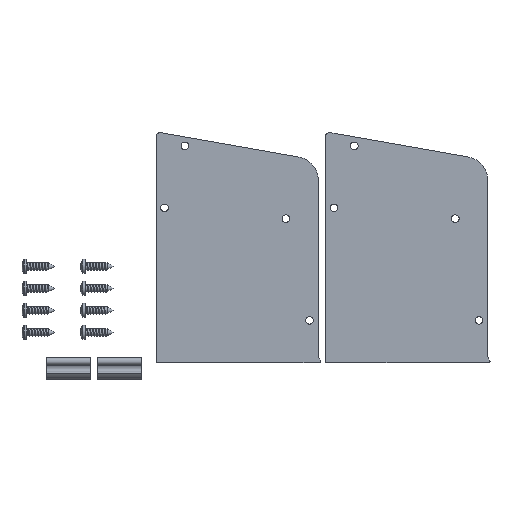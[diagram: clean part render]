
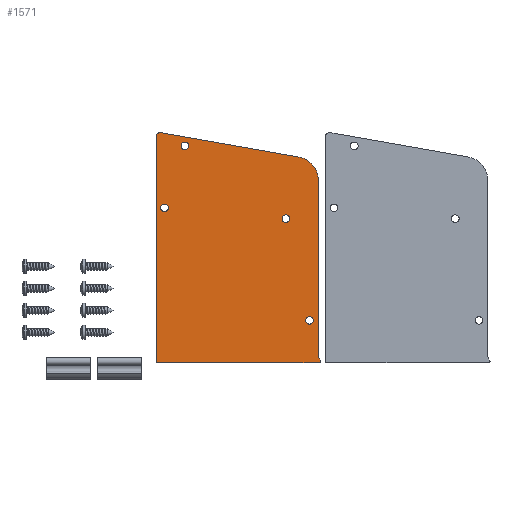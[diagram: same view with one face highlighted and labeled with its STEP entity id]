
A CAD part, top view. The second image highlights one B-rep face of the part: STEP entity #1571.
In plain terms, the highlighted planar face has unit normal (0, 0, 1).
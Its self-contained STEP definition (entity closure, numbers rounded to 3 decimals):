
#128=FACE_BOUND('',#319,.T.);
#129=FACE_BOUND('',#320,.T.);
#130=FACE_BOUND('',#321,.T.);
#131=FACE_BOUND('',#322,.T.);
#153=PLANE('',#1794);
#230=FACE_OUTER_BOUND('',#318,.T.);
#318=EDGE_LOOP('',(#1254,#1255,#1256,#1257,#1258,#1259,#1260,#1261,#1262));
#319=EDGE_LOOP('',(#1263,#1264));
#320=EDGE_LOOP('',(#1265,#1266));
#321=EDGE_LOOP('',(#1267,#1268));
#322=EDGE_LOOP('',(#1269,#1270));
#416=LINE('',#2538,#516);
#420=LINE('',#2546,#520);
#424=LINE('',#2558,#524);
#428=LINE('',#2570,#528);
#432=LINE('',#2582,#532);
#516=VECTOR('',#2088,10.);
#520=VECTOR('',#2094,10.);
#524=VECTOR('',#2106,10.);
#528=VECTOR('',#2118,10.);
#532=VECTOR('',#2130,10.);
#594=CIRCLE('',#1761,2.6);
#595=CIRCLE('',#1762,2.6);
#597=CIRCLE('',#1765,2.6);
#598=CIRCLE('',#1766,2.6);
#600=CIRCLE('',#1769,2.6);
#601=CIRCLE('',#1770,2.6);
#603=CIRCLE('',#1773,2.6);
#604=CIRCLE('',#1774,2.6);
#606=CIRCLE('',#1779,2.5);
#608=CIRCLE('',#1783,16.);
#610=CIRCLE('',#1787,5.);
#612=CIRCLE('',#1791,1.);
#701=VERTEX_POINT('',#2504);
#702=VERTEX_POINT('',#2505);
#704=VERTEX_POINT('',#2512);
#705=VERTEX_POINT('',#2513);
#707=VERTEX_POINT('',#2520);
#708=VERTEX_POINT('',#2521);
#710=VERTEX_POINT('',#2528);
#711=VERTEX_POINT('',#2529);
#713=VERTEX_POINT('',#2536);
#714=VERTEX_POINT('',#2537);
#717=VERTEX_POINT('',#2545);
#719=VERTEX_POINT('',#2551);
#721=VERTEX_POINT('',#2557);
#723=VERTEX_POINT('',#2563);
#725=VERTEX_POINT('',#2569);
#727=VERTEX_POINT('',#2575);
#729=VERTEX_POINT('',#2581);
#880=EDGE_CURVE('',#701,#702,#594,.T.);
#881=EDGE_CURVE('',#702,#701,#595,.T.);
#884=EDGE_CURVE('',#704,#705,#597,.T.);
#885=EDGE_CURVE('',#705,#704,#598,.T.);
#888=EDGE_CURVE('',#707,#708,#600,.T.);
#889=EDGE_CURVE('',#708,#707,#601,.T.);
#892=EDGE_CURVE('',#710,#711,#603,.T.);
#893=EDGE_CURVE('',#711,#710,#604,.T.);
#896=EDGE_CURVE('',#713,#714,#416,.T.);
#900=EDGE_CURVE('',#714,#717,#420,.T.);
#903=EDGE_CURVE('',#717,#719,#606,.T.);
#906=EDGE_CURVE('',#719,#721,#424,.T.);
#909=EDGE_CURVE('',#721,#723,#608,.T.);
#912=EDGE_CURVE('',#723,#725,#428,.T.);
#915=EDGE_CURVE('',#725,#727,#610,.T.);
#918=EDGE_CURVE('',#727,#729,#432,.T.);
#921=EDGE_CURVE('',#729,#713,#612,.T.);
#1254=ORIENTED_EDGE('',*,*,#896,.F.);
#1255=ORIENTED_EDGE('',*,*,#921,.F.);
#1256=ORIENTED_EDGE('',*,*,#918,.F.);
#1257=ORIENTED_EDGE('',*,*,#915,.F.);
#1258=ORIENTED_EDGE('',*,*,#912,.F.);
#1259=ORIENTED_EDGE('',*,*,#909,.F.);
#1260=ORIENTED_EDGE('',*,*,#906,.F.);
#1261=ORIENTED_EDGE('',*,*,#903,.F.);
#1262=ORIENTED_EDGE('',*,*,#900,.F.);
#1263=ORIENTED_EDGE('',*,*,#880,.T.);
#1264=ORIENTED_EDGE('',*,*,#881,.T.);
#1265=ORIENTED_EDGE('',*,*,#884,.T.);
#1266=ORIENTED_EDGE('',*,*,#885,.T.);
#1267=ORIENTED_EDGE('',*,*,#888,.T.);
#1268=ORIENTED_EDGE('',*,*,#889,.T.);
#1269=ORIENTED_EDGE('',*,*,#892,.T.);
#1270=ORIENTED_EDGE('',*,*,#893,.T.);
#1571=ADVANCED_FACE('',(#230,#128,#129,#130,#131),#153,.T.);
#1761=AXIS2_PLACEMENT_3D('',#2506,#2052,#2053);
#1762=AXIS2_PLACEMENT_3D('',#2507,#2054,#2055);
#1765=AXIS2_PLACEMENT_3D('',#2514,#2061,#2062);
#1766=AXIS2_PLACEMENT_3D('',#2515,#2063,#2064);
#1769=AXIS2_PLACEMENT_3D('',#2522,#2070,#2071);
#1770=AXIS2_PLACEMENT_3D('',#2523,#2072,#2073);
#1773=AXIS2_PLACEMENT_3D('',#2530,#2079,#2080);
#1774=AXIS2_PLACEMENT_3D('',#2531,#2081,#2082);
#1779=AXIS2_PLACEMENT_3D('',#2552,#2099,#2100);
#1783=AXIS2_PLACEMENT_3D('',#2564,#2111,#2112);
#1787=AXIS2_PLACEMENT_3D('',#2576,#2123,#2124);
#1791=AXIS2_PLACEMENT_3D('',#2587,#2135,#2136);
#1794=AXIS2_PLACEMENT_3D('',#2590,#2141,#2142);
#2052=DIRECTION('center_axis',(0.,0.,-1.));
#2053=DIRECTION('ref_axis',(1.,0.,0.));
#2054=DIRECTION('center_axis',(0.,0.,-1.));
#2055=DIRECTION('ref_axis',(1.,0.,0.));
#2061=DIRECTION('center_axis',(0.,0.,-1.));
#2062=DIRECTION('ref_axis',(1.,0.,0.));
#2063=DIRECTION('center_axis',(0.,0.,-1.));
#2064=DIRECTION('ref_axis',(1.,0.,0.));
#2070=DIRECTION('center_axis',(0.,0.,-1.));
#2071=DIRECTION('ref_axis',(1.,0.,0.));
#2072=DIRECTION('center_axis',(0.,0.,-1.));
#2073=DIRECTION('ref_axis',(1.,0.,0.));
#2079=DIRECTION('center_axis',(0.,0.,-1.));
#2080=DIRECTION('ref_axis',(1.,0.,0.));
#2081=DIRECTION('center_axis',(0.,0.,-1.));
#2082=DIRECTION('ref_axis',(1.,0.,0.));
#2088=DIRECTION('',(-1.,0.,0.));
#2094=DIRECTION('',(0.,1.,0.));
#2099=DIRECTION('center_axis',(0.,0.,-1.));
#2100=DIRECTION('ref_axis',(0.174,0.985,0.));
#2106=DIRECTION('',(0.985,-0.174,0.));
#2111=DIRECTION('center_axis',(0.,0.,-1.));
#2112=DIRECTION('ref_axis',(1.,0.,0.));
#2118=DIRECTION('',(0.,-1.,0.));
#2123=DIRECTION('center_axis',(0.,0.,1.));
#2124=DIRECTION('ref_axis',(1.,0.,0.));
#2130=DIRECTION('',(0.5,-0.866,0.));
#2135=DIRECTION('center_axis',(0.,0.,-1.));
#2136=DIRECTION('ref_axis',(-0.866,-0.5,0.));
#2141=DIRECTION('center_axis',(0.,0.,1.));
#2142=DIRECTION('ref_axis',(1.,0.,0.));
#2504=CARTESIAN_POINT('',(30.454,-75.336,2.));
#2505=CARTESIAN_POINT('',(25.254,-75.336,2.));
#2506=CARTESIAN_POINT('Origin',(27.854,-75.336,2.));
#2507=CARTESIAN_POINT('Origin',(27.854,-75.336,2.));
#2512=CARTESIAN_POINT('',(14.304,-5.986,2.));
#2513=CARTESIAN_POINT('',(9.104,-5.986,2.));
#2514=CARTESIAN_POINT('Origin',(11.704,-5.986,2.));
#2515=CARTESIAN_POINT('Origin',(11.704,-5.986,2.));
#2520=CARTESIAN_POINT('',(-68.396,1.314,2.));
#2521=CARTESIAN_POINT('',(-73.596,1.314,2.));
#2522=CARTESIAN_POINT('Origin',(-70.996,1.314,2.));
#2523=CARTESIAN_POINT('Origin',(-70.996,1.314,2.));
#2528=CARTESIAN_POINT('',(-54.546,43.613,2.));
#2529=CARTESIAN_POINT('',(-59.746,43.613,2.));
#2530=CARTESIAN_POINT('Origin',(-57.146,43.613,2.));
#2531=CARTESIAN_POINT('Origin',(-57.146,43.613,2.));
#2536=CARTESIAN_POINT('',(34.354,-104.336,2.));
#2537=CARTESIAN_POINT('',(-76.646,-104.336,2.));
#2538=CARTESIAN_POINT('',(-76.646,-104.336,2.));
#2545=CARTESIAN_POINT('',(-76.646,50.164,2.));
#2546=CARTESIAN_POINT('',(-76.646,50.164,2.));
#2551=CARTESIAN_POINT('',(-73.712,52.626,2.));
#2552=CARTESIAN_POINT('Origin',(-74.146,50.164,2.));
#2557=CARTESIAN_POINT('',(20.632,35.991,2.));
#2558=CARTESIAN_POINT('',(20.632,35.991,2.));
#2563=CARTESIAN_POINT('',(33.854,20.234,2.));
#2564=CARTESIAN_POINT('Origin',(17.854,20.234,2.));
#2569=CARTESIAN_POINT('',(33.854,-99.13,2.));
#2570=CARTESIAN_POINT('',(33.854,-99.13,2.));
#2575=CARTESIAN_POINT('',(34.524,-101.63,2.));
#2576=CARTESIAN_POINT('Origin',(38.854,-99.13,2.));
#2581=CARTESIAN_POINT('',(35.22,-102.836,2.));
#2582=CARTESIAN_POINT('',(35.22,-102.836,2.));
#2587=CARTESIAN_POINT('Origin',(34.354,-103.336,2.));
#2590=CARTESIAN_POINT('Origin',(-23.686,-31.095,2.));
